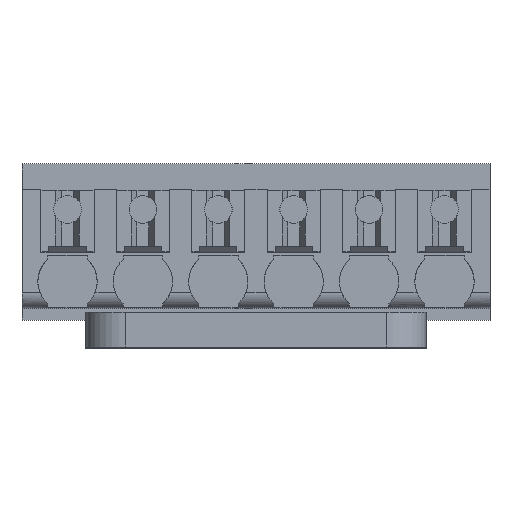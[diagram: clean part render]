
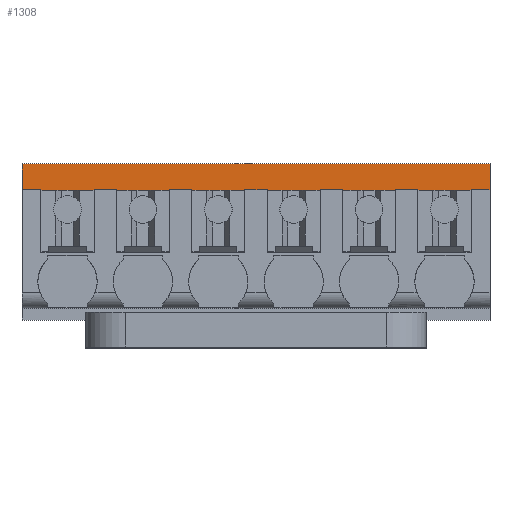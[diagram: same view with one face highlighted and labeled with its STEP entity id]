
A CAD part, top view. The second image highlights one B-rep face of the part: STEP entity #1308.
In plain terms, the highlighted planar face has unit normal (0, 0, 1).
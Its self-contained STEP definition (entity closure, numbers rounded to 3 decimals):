
#136=AXIS2_PLACEMENT_3D('Plane Axis2P3D',#133,#134,#135) ;
#133=CARTESIAN_POINT('Axis2P3D Location',(0.,2.,19.4)) ;
#963=CARTESIAN_POINT('Line Origine',(0.48,8.,19.4)) ;
#967=CARTESIAN_POINT('Vertex',(0.,8.,19.4)) ;
#969=CARTESIAN_POINT('Vertex',(0.96,8.,19.4)) ;
#993=CARTESIAN_POINT('Vertex',(4.77,8.,19.4)) ;
#996=CARTESIAN_POINT('Line Origine',(4.205,8.,19.4)) ;
#1000=CARTESIAN_POINT('Vertex',(3.64,8.,19.4)) ;
#1015=CARTESIAN_POINT('Line Origine',(8.015,8.,19.4)) ;
#1019=CARTESIAN_POINT('Vertex',(7.45,8.,19.4)) ;
#1021=CARTESIAN_POINT('Vertex',(8.58,8.,19.4)) ;
#1045=CARTESIAN_POINT('Vertex',(12.39,8.,19.4)) ;
#1048=CARTESIAN_POINT('Line Origine',(11.825,8.,19.4)) ;
#1052=CARTESIAN_POINT('Vertex',(11.26,8.,19.4)) ;
#1071=CARTESIAN_POINT('Vertex',(16.2,8.,19.4)) ;
#1074=CARTESIAN_POINT('Line Origine',(15.635,8.,19.4)) ;
#1078=CARTESIAN_POINT('Vertex',(15.07,8.,19.4)) ;
#1093=CARTESIAN_POINT('Line Origine',(19.445,8.,19.4)) ;
#1097=CARTESIAN_POINT('Vertex',(18.88,8.,19.4)) ;
#1099=CARTESIAN_POINT('Vertex',(20.01,8.,19.4)) ;
#1123=CARTESIAN_POINT('Vertex',(23.65,8.,19.4)) ;
#1126=CARTESIAN_POINT('Line Origine',(23.17,8.,19.4)) ;
#1130=CARTESIAN_POINT('Vertex',(22.69,8.,19.4)) ;
#1145=CARTESIAN_POINT('Line Origine',(23.65,8.65,19.4)) ;
#1149=CARTESIAN_POINT('Vertex',(23.65,9.3,19.4)) ;
#1152=CARTESIAN_POINT('Line Origine',(11.825,9.3,19.4)) ;
#1156=CARTESIAN_POINT('Vertex',(0.,9.3,19.4)) ;
#1159=CARTESIAN_POINT('Line Origine',(0.,8.65,19.4)) ;
#1164=CARTESIAN_POINT('Line Origine',(0.96,6.42,19.4)) ;
#1168=CARTESIAN_POINT('Vertex',(0.96,4.84,19.4)) ;
#1171=CARTESIAN_POINT('Line Origine',(2.3,4.84,19.4)) ;
#1175=CARTESIAN_POINT('Vertex',(3.64,4.84,19.4)) ;
#1178=CARTESIAN_POINT('Line Origine',(3.64,6.42,19.4)) ;
#1183=CARTESIAN_POINT('Line Origine',(4.77,6.42,19.4)) ;
#1187=CARTESIAN_POINT('Vertex',(4.77,4.84,19.4)) ;
#1190=CARTESIAN_POINT('Line Origine',(6.11,4.84,19.4)) ;
#1194=CARTESIAN_POINT('Vertex',(7.45,4.84,19.4)) ;
#1197=CARTESIAN_POINT('Line Origine',(7.45,6.42,19.4)) ;
#1202=CARTESIAN_POINT('Line Origine',(8.58,6.42,19.4)) ;
#1206=CARTESIAN_POINT('Vertex',(8.58,4.84,19.4)) ;
#1209=CARTESIAN_POINT('Line Origine',(9.92,4.84,19.4)) ;
#1213=CARTESIAN_POINT('Vertex',(11.26,4.84,19.4)) ;
#1216=CARTESIAN_POINT('Line Origine',(11.26,6.42,19.4)) ;
#1221=CARTESIAN_POINT('Line Origine',(12.39,6.42,19.4)) ;
#1225=CARTESIAN_POINT('Vertex',(12.39,4.84,19.4)) ;
#1228=CARTESIAN_POINT('Line Origine',(13.73,4.84,19.4)) ;
#1232=CARTESIAN_POINT('Vertex',(15.07,4.84,19.4)) ;
#1235=CARTESIAN_POINT('Line Origine',(15.07,6.42,19.4)) ;
#1240=CARTESIAN_POINT('Line Origine',(16.2,6.42,19.4)) ;
#1244=CARTESIAN_POINT('Vertex',(16.2,4.84,19.4)) ;
#1247=CARTESIAN_POINT('Line Origine',(17.54,4.84,19.4)) ;
#1251=CARTESIAN_POINT('Vertex',(18.88,4.84,19.4)) ;
#1254=CARTESIAN_POINT('Line Origine',(18.88,6.42,19.4)) ;
#1259=CARTESIAN_POINT('Line Origine',(20.01,6.42,19.4)) ;
#1263=CARTESIAN_POINT('Vertex',(20.01,4.84,19.4)) ;
#1266=CARTESIAN_POINT('Line Origine',(21.35,4.84,19.4)) ;
#1270=CARTESIAN_POINT('Vertex',(22.69,4.84,19.4)) ;
#1273=CARTESIAN_POINT('Line Origine',(22.69,6.42,19.4)) ;
#134=DIRECTION('Axis2P3D Direction',(-0.,0.,1.)) ;
#135=DIRECTION('Axis2P3D XDirection',(0.,-1.,0.)) ;
#964=DIRECTION('Vector Direction',(1.,0.,0.)) ;
#997=DIRECTION('Vector Direction',(1.,0.,0.)) ;
#1016=DIRECTION('Vector Direction',(1.,0.,0.)) ;
#1049=DIRECTION('Vector Direction',(1.,0.,0.)) ;
#1075=DIRECTION('Vector Direction',(1.,0.,0.)) ;
#1094=DIRECTION('Vector Direction',(1.,0.,0.)) ;
#1127=DIRECTION('Vector Direction',(1.,0.,0.)) ;
#1146=DIRECTION('Vector Direction',(0.,-1.,0.)) ;
#1153=DIRECTION('Vector Direction',(1.,0.,0.)) ;
#1160=DIRECTION('Vector Direction',(0.,-1.,0.)) ;
#1165=DIRECTION('Vector Direction',(0.,-1.,0.)) ;
#1172=DIRECTION('Vector Direction',(1.,0.,0.)) ;
#1179=DIRECTION('Vector Direction',(0.,1.,0.)) ;
#1184=DIRECTION('Vector Direction',(0.,-1.,0.)) ;
#1191=DIRECTION('Vector Direction',(1.,0.,0.)) ;
#1198=DIRECTION('Vector Direction',(0.,1.,0.)) ;
#1203=DIRECTION('Vector Direction',(0.,-1.,0.)) ;
#1210=DIRECTION('Vector Direction',(1.,0.,0.)) ;
#1217=DIRECTION('Vector Direction',(0.,1.,0.)) ;
#1222=DIRECTION('Vector Direction',(0.,-1.,0.)) ;
#1229=DIRECTION('Vector Direction',(1.,0.,0.)) ;
#1236=DIRECTION('Vector Direction',(0.,1.,0.)) ;
#1241=DIRECTION('Vector Direction',(0.,-1.,0.)) ;
#1248=DIRECTION('Vector Direction',(1.,0.,0.)) ;
#1255=DIRECTION('Vector Direction',(0.,1.,0.)) ;
#1260=DIRECTION('Vector Direction',(0.,-1.,0.)) ;
#1267=DIRECTION('Vector Direction',(1.,0.,0.)) ;
#1274=DIRECTION('Vector Direction',(0.,1.,0.)) ;
#965=VECTOR('Line Direction',#964,1.) ;
#998=VECTOR('Line Direction',#997,1.) ;
#1017=VECTOR('Line Direction',#1016,1.) ;
#1050=VECTOR('Line Direction',#1049,1.) ;
#1076=VECTOR('Line Direction',#1075,1.) ;
#1095=VECTOR('Line Direction',#1094,1.) ;
#1128=VECTOR('Line Direction',#1127,1.) ;
#1147=VECTOR('Line Direction',#1146,1.) ;
#1154=VECTOR('Line Direction',#1153,1.) ;
#1161=VECTOR('Line Direction',#1160,1.) ;
#1166=VECTOR('Line Direction',#1165,1.) ;
#1173=VECTOR('Line Direction',#1172,1.) ;
#1180=VECTOR('Line Direction',#1179,1.) ;
#1185=VECTOR('Line Direction',#1184,1.) ;
#1192=VECTOR('Line Direction',#1191,1.) ;
#1199=VECTOR('Line Direction',#1198,1.) ;
#1204=VECTOR('Line Direction',#1203,1.) ;
#1211=VECTOR('Line Direction',#1210,1.) ;
#1218=VECTOR('Line Direction',#1217,1.) ;
#1223=VECTOR('Line Direction',#1222,1.) ;
#1230=VECTOR('Line Direction',#1229,1.) ;
#1237=VECTOR('Line Direction',#1236,1.) ;
#1242=VECTOR('Line Direction',#1241,1.) ;
#1249=VECTOR('Line Direction',#1248,1.) ;
#1256=VECTOR('Line Direction',#1255,1.) ;
#1261=VECTOR('Line Direction',#1260,1.) ;
#1268=VECTOR('Line Direction',#1267,1.) ;
#1275=VECTOR('Line Direction',#1274,1.) ;
#1279=ORIENTED_EDGE('',*,*,#1151,.T.) ;
#1280=ORIENTED_EDGE('',*,*,#1158,.F.) ;
#1281=ORIENTED_EDGE('',*,*,#1163,.F.) ;
#1282=ORIENTED_EDGE('',*,*,#971,.T.) ;
#1283=ORIENTED_EDGE('',*,*,#1170,.T.) ;
#1284=ORIENTED_EDGE('',*,*,#1177,.T.) ;
#1285=ORIENTED_EDGE('',*,*,#1182,.T.) ;
#1286=ORIENTED_EDGE('',*,*,#1002,.T.) ;
#1287=ORIENTED_EDGE('',*,*,#1189,.T.) ;
#1288=ORIENTED_EDGE('',*,*,#1196,.T.) ;
#1289=ORIENTED_EDGE('',*,*,#1201,.T.) ;
#1290=ORIENTED_EDGE('',*,*,#1023,.T.) ;
#1291=ORIENTED_EDGE('',*,*,#1208,.T.) ;
#1292=ORIENTED_EDGE('',*,*,#1215,.T.) ;
#1293=ORIENTED_EDGE('',*,*,#1220,.T.) ;
#1294=ORIENTED_EDGE('',*,*,#1054,.T.) ;
#1295=ORIENTED_EDGE('',*,*,#1227,.T.) ;
#1296=ORIENTED_EDGE('',*,*,#1234,.T.) ;
#1297=ORIENTED_EDGE('',*,*,#1239,.T.) ;
#1298=ORIENTED_EDGE('',*,*,#1080,.T.) ;
#1299=ORIENTED_EDGE('',*,*,#1246,.T.) ;
#1300=ORIENTED_EDGE('',*,*,#1253,.T.) ;
#1301=ORIENTED_EDGE('',*,*,#1258,.T.) ;
#1302=ORIENTED_EDGE('',*,*,#1101,.T.) ;
#1303=ORIENTED_EDGE('',*,*,#1265,.T.) ;
#1304=ORIENTED_EDGE('',*,*,#1272,.T.) ;
#1305=ORIENTED_EDGE('',*,*,#1277,.T.) ;
#1306=ORIENTED_EDGE('',*,*,#1132,.T.) ;
#1308=ADVANCED_FACE('HOUSING',(#1307),#137,.T.) ;
#971=EDGE_CURVE('',#968,#970,#966,.T.) ;
#1002=EDGE_CURVE('',#1001,#994,#999,.T.) ;
#1023=EDGE_CURVE('',#1020,#1022,#1018,.T.) ;
#1054=EDGE_CURVE('',#1053,#1046,#1051,.T.) ;
#1080=EDGE_CURVE('',#1079,#1072,#1077,.T.) ;
#1101=EDGE_CURVE('',#1098,#1100,#1096,.T.) ;
#1132=EDGE_CURVE('',#1131,#1124,#1129,.T.) ;
#1151=EDGE_CURVE('',#1124,#1150,#1148,.F.) ;
#1158=EDGE_CURVE('',#1157,#1150,#1155,.T.) ;
#1163=EDGE_CURVE('',#968,#1157,#1162,.F.) ;
#1170=EDGE_CURVE('',#970,#1169,#1167,.T.) ;
#1177=EDGE_CURVE('',#1169,#1176,#1174,.T.) ;
#1182=EDGE_CURVE('',#1176,#1001,#1181,.T.) ;
#1189=EDGE_CURVE('',#994,#1188,#1186,.T.) ;
#1196=EDGE_CURVE('',#1188,#1195,#1193,.T.) ;
#1201=EDGE_CURVE('',#1195,#1020,#1200,.T.) ;
#1208=EDGE_CURVE('',#1022,#1207,#1205,.T.) ;
#1215=EDGE_CURVE('',#1207,#1214,#1212,.T.) ;
#1220=EDGE_CURVE('',#1214,#1053,#1219,.T.) ;
#1227=EDGE_CURVE('',#1046,#1226,#1224,.T.) ;
#1234=EDGE_CURVE('',#1226,#1233,#1231,.T.) ;
#1239=EDGE_CURVE('',#1233,#1079,#1238,.T.) ;
#1246=EDGE_CURVE('',#1072,#1245,#1243,.T.) ;
#1253=EDGE_CURVE('',#1245,#1252,#1250,.T.) ;
#1258=EDGE_CURVE('',#1252,#1098,#1257,.T.) ;
#1265=EDGE_CURVE('',#1100,#1264,#1262,.T.) ;
#1272=EDGE_CURVE('',#1264,#1271,#1269,.T.) ;
#1277=EDGE_CURVE('',#1271,#1131,#1276,.T.) ;
#1278=EDGE_LOOP('',(#1279,#1280,#1281,#1282,#1283,#1284,#1285,#1286,#1287,#1288,#1289,#1290,#1291,#1292,#1293,#1294,#1295,#1296,#1297,#1298,#1299,#1300,#1301,#1302,#1303,#1304,#1305,#1306)) ;
#1307=FACE_OUTER_BOUND('',#1278,.T.) ;
#966=LINE('Line',#963,#965) ;
#999=LINE('Line',#996,#998) ;
#1018=LINE('Line',#1015,#1017) ;
#1051=LINE('Line',#1048,#1050) ;
#1077=LINE('Line',#1074,#1076) ;
#1096=LINE('Line',#1093,#1095) ;
#1129=LINE('Line',#1126,#1128) ;
#1148=LINE('Line',#1145,#1147) ;
#1155=LINE('Line',#1152,#1154) ;
#1162=LINE('Line',#1159,#1161) ;
#1167=LINE('Line',#1164,#1166) ;
#1174=LINE('Line',#1171,#1173) ;
#1181=LINE('Line',#1178,#1180) ;
#1186=LINE('Line',#1183,#1185) ;
#1193=LINE('Line',#1190,#1192) ;
#1200=LINE('Line',#1197,#1199) ;
#1205=LINE('Line',#1202,#1204) ;
#1212=LINE('Line',#1209,#1211) ;
#1219=LINE('Line',#1216,#1218) ;
#1224=LINE('Line',#1221,#1223) ;
#1231=LINE('Line',#1228,#1230) ;
#1238=LINE('Line',#1235,#1237) ;
#1243=LINE('Line',#1240,#1242) ;
#1250=LINE('Line',#1247,#1249) ;
#1257=LINE('Line',#1254,#1256) ;
#1262=LINE('Line',#1259,#1261) ;
#1269=LINE('Line',#1266,#1268) ;
#1276=LINE('Line',#1273,#1275) ;
#137=PLANE('',#136) ;
#968=VERTEX_POINT('',#967) ;
#970=VERTEX_POINT('',#969) ;
#994=VERTEX_POINT('',#993) ;
#1001=VERTEX_POINT('',#1000) ;
#1020=VERTEX_POINT('',#1019) ;
#1022=VERTEX_POINT('',#1021) ;
#1046=VERTEX_POINT('',#1045) ;
#1053=VERTEX_POINT('',#1052) ;
#1072=VERTEX_POINT('',#1071) ;
#1079=VERTEX_POINT('',#1078) ;
#1098=VERTEX_POINT('',#1097) ;
#1100=VERTEX_POINT('',#1099) ;
#1124=VERTEX_POINT('',#1123) ;
#1131=VERTEX_POINT('',#1130) ;
#1150=VERTEX_POINT('',#1149) ;
#1157=VERTEX_POINT('',#1156) ;
#1169=VERTEX_POINT('',#1168) ;
#1176=VERTEX_POINT('',#1175) ;
#1188=VERTEX_POINT('',#1187) ;
#1195=VERTEX_POINT('',#1194) ;
#1207=VERTEX_POINT('',#1206) ;
#1214=VERTEX_POINT('',#1213) ;
#1226=VERTEX_POINT('',#1225) ;
#1233=VERTEX_POINT('',#1232) ;
#1245=VERTEX_POINT('',#1244) ;
#1252=VERTEX_POINT('',#1251) ;
#1264=VERTEX_POINT('',#1263) ;
#1271=VERTEX_POINT('',#1270) ;
